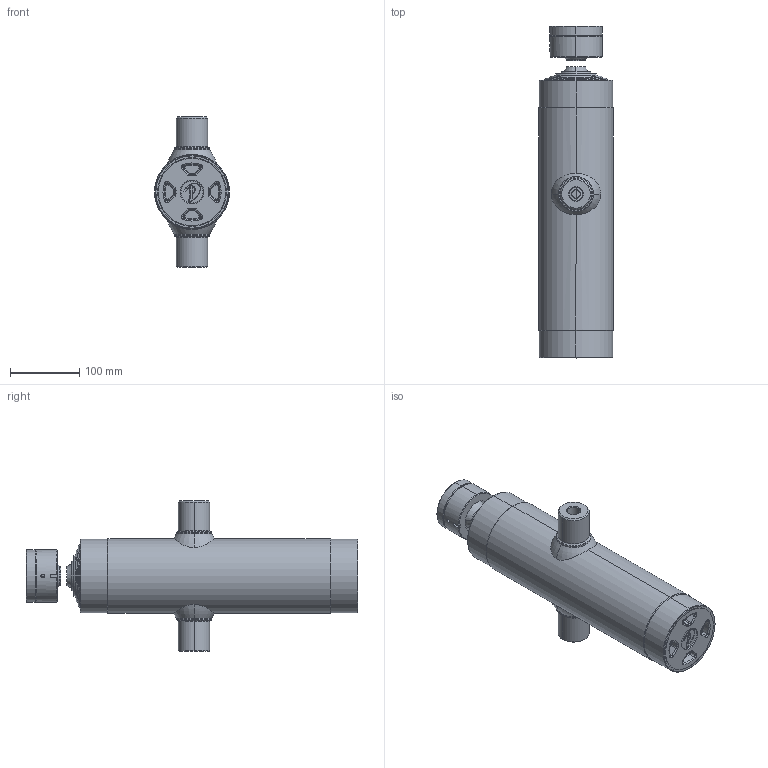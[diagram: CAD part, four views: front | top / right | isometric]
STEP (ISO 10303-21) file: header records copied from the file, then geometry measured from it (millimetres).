
FILE_DESCRIPTION (( 'STEP AP203' ), '1' );
FILE_NAME ('445.BGIRZ.STEP', '2020-09-29T09:23:08', ( '' ), ( '' ), 'SwSTEP 2.0', 'SolidWorks 2019', '' );
FILE_SCHEMA (( 'CONFIG_CONTROL_DESIGN' ));
Length unit declared in the file: millimetre
Products named in the file (1): 445.BGIRZ
Bounding box: 108 x 478 x 217 mm (x, y, z)
Surface area: 508932 mm2 (no closed solid volume)
Topology: 0 solids, 19 shells, 281 faces, 724 edges, 449 vertices
Faces by surface type: cylinder 82, torus 79, cone 77, plane 36, bspline 5, sphere 2
Entity records: 10155 total; most frequent: CARTESIAN_POINT 3197, DIRECTION 1637, ORIENTED_EDGE 1266, EDGE_CURVE 719, AXIS2_PLACEMENT_3D 706, VERTEX_POINT 446, CIRCLE 429, EDGE_LOOP 298
